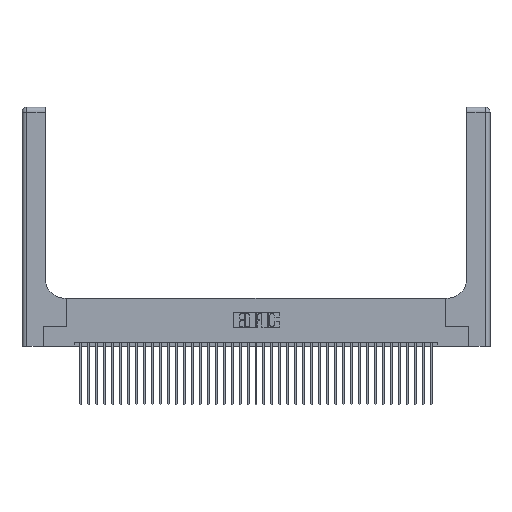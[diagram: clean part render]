
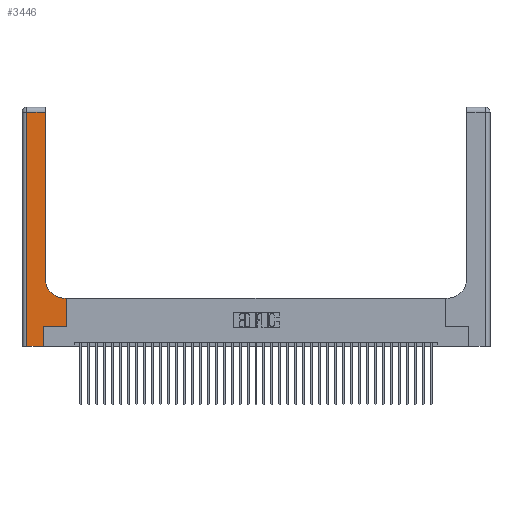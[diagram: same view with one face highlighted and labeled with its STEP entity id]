
A CAD part, top view. The second image highlights one B-rep face of the part: STEP entity #3446.
In plain terms, the highlighted planar face has unit normal (0, 0, 1).
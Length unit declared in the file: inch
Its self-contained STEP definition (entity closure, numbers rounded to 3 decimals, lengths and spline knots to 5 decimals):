
#190 = VECTOR ( 'NONE', #25658, 39.37008 ) ;
#443 = CARTESIAN_POINT ( 'NONE',  ( 0.269, 0., 0.37 ) ) ;
#729 = VECTOR ( 'NONE', #15015, 39.37008 ) ;
#890 = CARTESIAN_POINT ( 'NONE',  ( 0., 2.94, 0.37 ) ) ;
#996 = VERTEX_POINT ( 'NONE', #28768 ) ;
#1295 = PLANE ( 'NONE',  #2950 ) ;
#1519 = CARTESIAN_POINT ( 'NONE',  ( 0.5585, 0.25, 0.37 ) ) ;
#1632 = EDGE_CURVE ( 'NONE', #38937, #9716, #17660, .T. ) ;
#1658 = CARTESIAN_POINT ( 'NONE',  ( 0.269, 0.25, 0.37 ) ) ;
#2208 = ORIENTED_EDGE ( 'NONE', *, *, #38125, .T. ) ;
#2950 = AXIS2_PLACEMENT_3D ( 'NONE', #4402, #13728, #35419 ) ;
#3446 = ADVANCED_FACE ( 'NONE', ( #11231 ), #1295, .F. ) ;
#3845 = CARTESIAN_POINT ( 'NONE',  ( 0.269, 0., 0.37 ) ) ;
#4402 = CARTESIAN_POINT ( 'NONE',  ( 0., 3., 0.37 ) ) ;
#4976 = VECTOR ( 'NONE', #31184, 39.37008 ) ;
#6900 = LINE ( 'NONE', #1658, #38854 ) ;
#7564 = ORIENTED_EDGE ( 'NONE', *, *, #30121, .T. ) ;
#7915 = DIRECTION ( 'NONE',  ( 1., 0., 0. ) ) ;
#8065 = ORIENTED_EDGE ( 'NONE', *, *, #30785, .T. ) ;
#8577 = CIRCLE ( 'NONE', #34322, 0.25 ) ;
#9026 = ORIENTED_EDGE ( 'NONE', *, *, #1632, .T. ) ;
#9716 = VERTEX_POINT ( 'NONE', #15793 ) ;
#10884 = VECTOR ( 'NONE', #35702, 39.37008 ) ;
#11231 = FACE_OUTER_BOUND ( 'NONE', #28231, .T. ) ;
#13029 = DIRECTION ( 'NONE',  ( 0., 0., -1. ) ) ;
#13146 = LINE ( 'NONE', #32568, #29644 ) ;
#13310 = CARTESIAN_POINT ( 'NONE',  ( 0.5585, 0.25, 0.37 ) ) ;
#13434 = VERTEX_POINT ( 'NONE', #15942 ) ;
#13728 = DIRECTION ( 'NONE',  ( 0., 0., -1. ) ) ;
#13985 = DIRECTION ( 'NONE',  ( 0., -1., 0. ) ) ;
#14476 = LINE ( 'NONE', #3845, #15438 ) ;
#14976 = CARTESIAN_POINT ( 'NONE',  ( 0.06, 0., 0.37 ) ) ;
#15015 = DIRECTION ( 'NONE',  ( 0., 1., 0. ) ) ;
#15135 = VERTEX_POINT ( 'NONE', #33300 ) ;
#15243 = LINE ( 'NONE', #33589, #729 ) ;
#15438 = VECTOR ( 'NONE', #22365, 39.37008 ) ;
#15793 = CARTESIAN_POINT ( 'NONE',  ( 0.5585, 0.6, 0.37 ) ) ;
#15942 = CARTESIAN_POINT ( 'NONE',  ( 0.2915, 0.85, 0.37 ) ) ;
#16161 = VECTOR ( 'NONE', #19438, 39.37008 ) ;
#16393 = VERTEX_POINT ( 'NONE', #32105 ) ;
#17154 = CARTESIAN_POINT ( 'NONE',  ( 0., 0., 0.37 ) ) ;
#17388 = CARTESIAN_POINT ( 'NONE',  ( 0.06, 2.94, 0.37 ) ) ;
#17660 = LINE ( 'NONE', #13310, #190 ) ;
#19438 = DIRECTION ( 'NONE',  ( -1., 0., 0. ) ) ;
#19806 = VERTEX_POINT ( 'NONE', #17388 ) ;
#21415 = LINE ( 'NONE', #28080, #4976 ) ;
#22365 = DIRECTION ( 'NONE',  ( 0., 1., 0. ) ) ;
#23068 = ORIENTED_EDGE ( 'NONE', *, *, #38643, .T. ) ;
#25658 = DIRECTION ( 'NONE',  ( 0., 1., 0. ) ) ;
#25686 = EDGE_CURVE ( 'NONE', #19806, #33475, #13146, .T. ) ;
#27338 = LINE ( 'NONE', #17154, #10884 ) ;
#28080 = CARTESIAN_POINT ( 'NONE',  ( 0.2915, 0.6, 0.37 ) ) ;
#28231 = EDGE_LOOP ( 'NONE', ( #7564, #2208, #35160, #29825, #38063, #8065, #9026, #23068, #31306 ) ) ;
#28768 = CARTESIAN_POINT ( 'NONE',  ( 0.5415, 0.6, 0.37 ) ) ;
#29644 = VECTOR ( 'NONE', #13985, 39.37008 ) ;
#29825 = ORIENTED_EDGE ( 'NONE', *, *, #36229, .T. ) ;
#30121 = EDGE_CURVE ( 'NONE', #13434, #16393, #15243, .T. ) ;
#30785 = EDGE_CURVE ( 'NONE', #15135, #38937, #6900, .T. ) ;
#31184 = DIRECTION ( 'NONE',  ( -1., 0., 0. ) ) ;
#31306 = ORIENTED_EDGE ( 'NONE', *, *, #34754, .T. ) ;
#31595 = CARTESIAN_POINT ( 'NONE',  ( 0.5415, 0.85, 0.37 ) ) ;
#32105 = CARTESIAN_POINT ( 'NONE',  ( 0.2915, 2.94, 0.37 ) ) ;
#32340 = VERTEX_POINT ( 'NONE', #443 ) ;
#32397 = EDGE_CURVE ( 'NONE', #32340, #15135, #14476, .T. ) ;
#32568 = CARTESIAN_POINT ( 'NONE',  ( 0.06, 3., 0.37 ) ) ;
#33300 = CARTESIAN_POINT ( 'NONE',  ( 0.269, 0.25, 0.37 ) ) ;
#33475 = VERTEX_POINT ( 'NONE', #14976 ) ;
#33589 = CARTESIAN_POINT ( 'NONE',  ( 0.2915, 3., 0.37 ) ) ;
#34322 = AXIS2_PLACEMENT_3D ( 'NONE', #31595, #13029, #34701 ) ;
#34701 = DIRECTION ( 'NONE',  ( 1., 0., 0. ) ) ;
#34754 = EDGE_CURVE ( 'NONE', #996, #13434, #8577, .T. ) ;
#35160 = ORIENTED_EDGE ( 'NONE', *, *, #25686, .T. ) ;
#35419 = DIRECTION ( 'NONE',  ( -1., 0., 0. ) ) ;
#35702 = DIRECTION ( 'NONE',  ( 1., 0., 0. ) ) ;
#36229 = EDGE_CURVE ( 'NONE', #33475, #32340, #27338, .T. ) ;
#38063 = ORIENTED_EDGE ( 'NONE', *, *, #32397, .T. ) ;
#38125 = EDGE_CURVE ( 'NONE', #16393, #19806, #39882, .T. ) ;
#38643 = EDGE_CURVE ( 'NONE', #9716, #996, #21415, .T. ) ;
#38854 = VECTOR ( 'NONE', #7915, 39.37008 ) ;
#38937 = VERTEX_POINT ( 'NONE', #1519 ) ;
#39882 = LINE ( 'NONE', #890, #16161 ) ;
